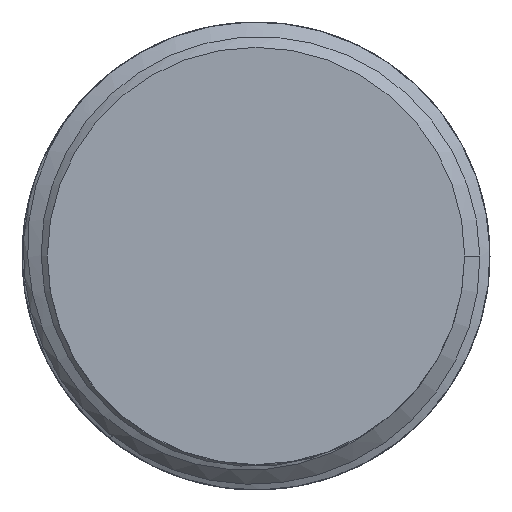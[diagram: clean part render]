
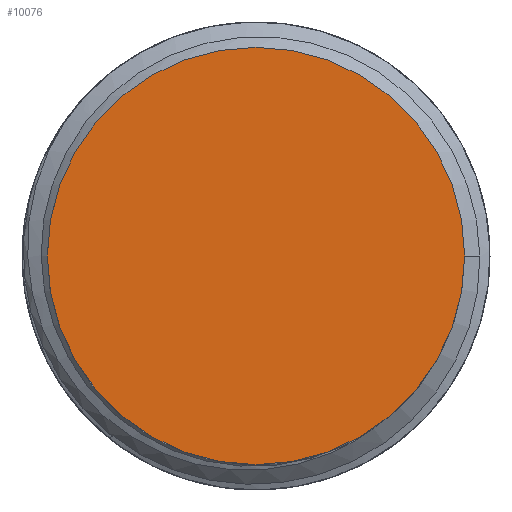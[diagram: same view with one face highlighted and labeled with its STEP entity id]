
A CAD part, front view. The second image highlights one B-rep face of the part: STEP entity #10076.
In plain terms, the highlighted planar face has unit normal (0, -1, 0).
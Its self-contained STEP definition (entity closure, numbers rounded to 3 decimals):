
#6=CARTESIAN_POINT('',(0.,0.,0.));
#7=DIRECTION('',(0.,-1.,0.));
#8=DIRECTION('',(1.,0.,0.));
#9=AXIS2_PLACEMENT_3D('',#6,#7,#8);
#56=CARTESIAN_POINT('',(0.,0.,0.));
#57=DIRECTION('',(0.,1.,0.));
#58=DIRECTION('',(1.,0.,0.));
#59=AXIS2_PLACEMENT_3D('',#56,#57,#58);
#9635=CARTESIAN_POINT('',(5.35,0.,0.));
#9636=CARTESIAN_POINT('',(-5.35,0.,0.));
#9637=VERTEX_POINT('',#9635);
#9638=VERTEX_POINT('',#9636);
#10065=CARTESIAN_POINT('',(0.,0.,0.));
#10066=DIRECTION('',(0.,-1.,0.));
#10067=DIRECTION('',(-1.,0.,0.));
#10068=AXIS2_PLACEMENT_3D('',#10065,#10066,#10067);
#10069=PLANE('',#10068);
#10071=ORIENTED_EDGE('',*,*,#10070,.F.);
#10073=ORIENTED_EDGE('',*,*,#10072,.T.);
#10074=EDGE_LOOP('',(#10071,#10073));
#10075=FACE_OUTER_BOUND('',#10074,.F.);
#10076=ADVANCED_FACE('',(#10075),#10069,.T.);
#10=CIRCLE('',#9,5.35);
#60=CIRCLE('',#59,5.35);
#10070=EDGE_CURVE('',#9637,#9638,#10,.T.);
#10072=EDGE_CURVE('',#9637,#9638,#60,.T.);
